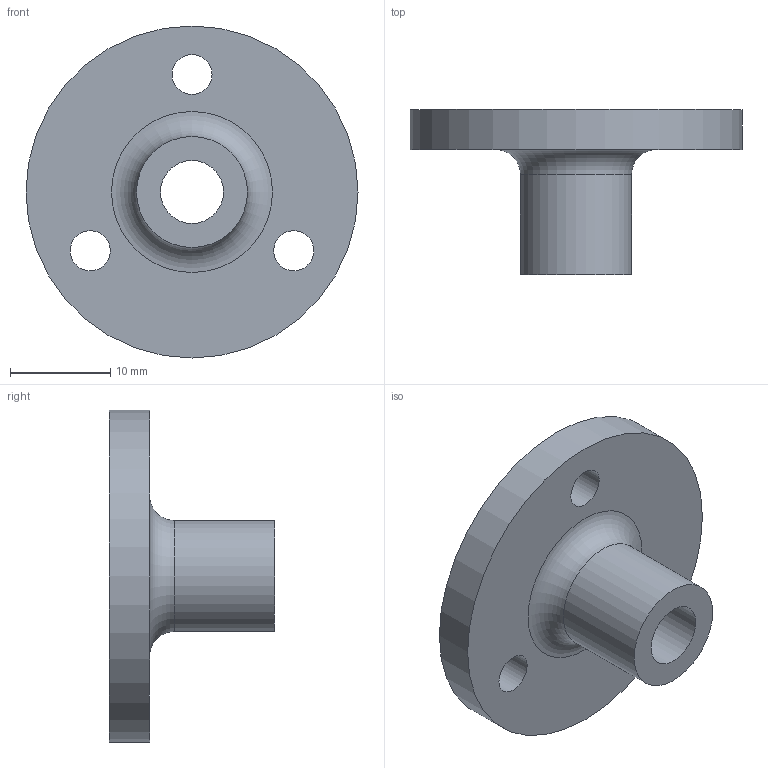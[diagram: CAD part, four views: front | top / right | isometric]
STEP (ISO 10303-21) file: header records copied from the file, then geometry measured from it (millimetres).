
FILE_DESCRIPTION(('HOOPS Exchange Step'),'2;1');
FILE_NAME('c1f26538a641cde7412b92f81449e7d220220123-1-1xzigos.SLDPRT.step','2022-01-23T18:16:53+00:00',('root'),('Unknown organisation'),'HOOPS Exchange 2021.0','HOOPS Exchange','Unknown authorisation');
FILE_SCHEMA( ('AUTOMOTIVE_DESIGN { 1 0 10303 214 1 1 1 1 }') );
Length unit declared in the file: millimetre
Products named in the file (2): Défaut; c1f26538a641cde7412b92f81449e7d220220123-1-1xzigos
Assembly tree (1 placements, depth 2):
  c1f26538a641cde7412b92f81449e7d220220123-1-1xzigos
    Défaut
Bounding box: 33.2 x 16.5 x 33.2 mm (x, y, z)
Volume: 4058.7 mm3; surface area: 2889.5 mm2
Topology: 1 solids, 1 shells, 10 faces, 20 edges, 13 vertices
Faces by surface type: cylinder 6, plane 3, torus 1
Full cylindrical faces by diameter (mm): 4 x3, 6.3 x1, 11.1 x1, 33.2 x1
Entity records: 333 total; most frequent: DIRECTION 60, CARTESIAN_POINT 46, ORIENTED_EDGE 40, AXIS2_PLACEMENT_3D 27, EDGE_CURVE 20, EDGE_LOOP 19, FACE_BOUND 19, CIRCLE 14
